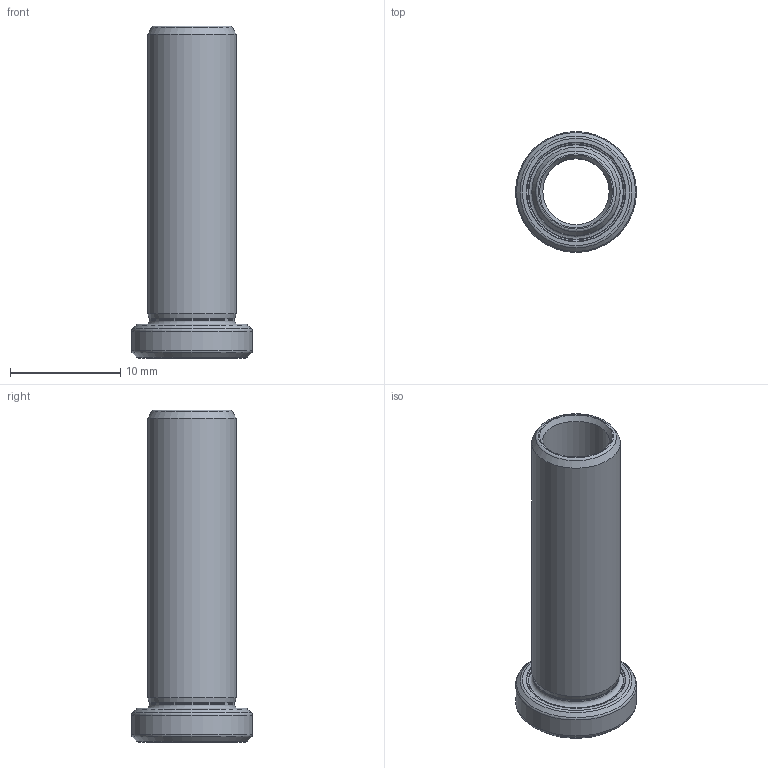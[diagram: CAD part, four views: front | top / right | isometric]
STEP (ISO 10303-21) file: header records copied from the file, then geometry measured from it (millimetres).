
FILE_DESCRIPTION(/* description */ (''),/* implementation_level */ '2;1');
FILE_NAME(/* name */ '190806000.stp',/* time_stamp */ '2022-02-25T10:33:39',/* author */ ('LRA'),/* organization */ ('REGO-FIX'),/* preprocessor_version */ ' Unknown',/* originating_system */ 'SIEMENS PLM Software Solid Edge ST10',/* authorization */ 'Unknown');
FILE_SCHEMA (('AUTOMOTIVE_DESIGN { 1 0 10303 214 2 1 1}'));
Length unit declared in the file: millimetre
Products named in the file (1): NOCUT
Bounding box: 10.95 x 10.95 x 30.05 mm (x, y, z)
Volume: 774.5 mm3; surface area: 1442.8 mm2
Topology: 1 solids, 1 shells, 23 faces, 47 edges, 28 vertices
Faces by surface type: torus 8, cone 7, plane 4, cylinder 4
Full cylindrical faces by diameter (mm): 6 x1, 7.75 x1, 7.998 x1, 10.95 x1
Entity records: 512 total; most frequent: DIRECTION 100, CARTESIAN_POINT 73, AXIS2_PLACEMENT_3D 50, ORIENTED_EDGE 46, EDGE_LOOP 46, FACE_BOUND 46, EDGE_CURVE 23, VERTEX_POINT 23
